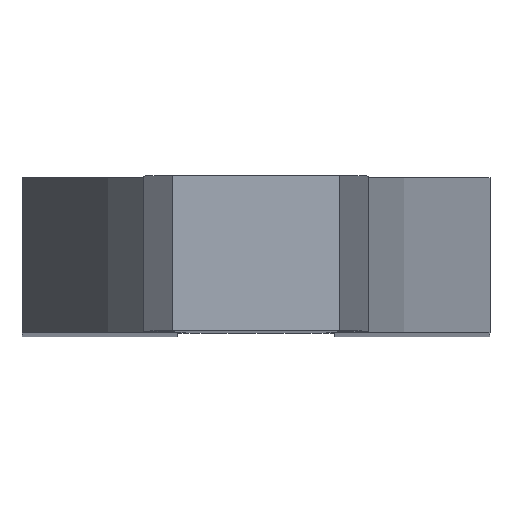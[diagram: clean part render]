
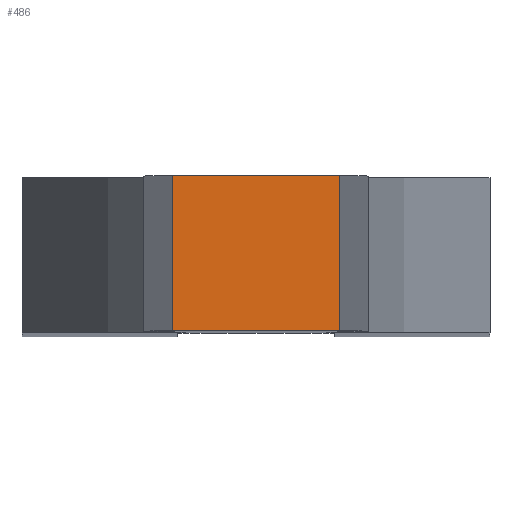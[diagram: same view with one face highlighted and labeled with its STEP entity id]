
A CAD part, top view. The second image highlights one B-rep face of the part: STEP entity #486.
In plain terms, the highlighted planar face has unit normal (0, 0, 1).
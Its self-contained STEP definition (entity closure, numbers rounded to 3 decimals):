
#15 = LINE ( 'NONE', #118, #228 ) ;
#55 = VERTEX_POINT ( 'NONE', #434 ) ;
#60 = VERTEX_POINT ( 'NONE', #71 ) ;
#65 = LINE ( 'NONE', #484, #279 ) ;
#71 = CARTESIAN_POINT ( 'NONE',  ( 3.5, 6.5, 69.983 ) ) ;
#74 = EDGE_CURVE ( 'NONE', #55, #507, #227, .T. ) ;
#75 = DIRECTION ( 'NONE',  ( -1., 0., 0. ) ) ;
#94 = DIRECTION ( 'NONE',  ( 1., 0., 0. ) ) ;
#118 = CARTESIAN_POINT ( 'NONE',  ( 0., 6.5, 69.983 ) ) ;
#149 = EDGE_LOOP ( 'NONE', ( #296, #208, #269, #480 ) ) ;
#150 = CARTESIAN_POINT ( 'NONE',  ( -3.5, 0., 69.983 ) ) ;
#156 = DIRECTION ( 'NONE',  ( 1., 0., 0. ) ) ;
#168 = CARTESIAN_POINT ( 'NONE',  ( 3.5, 0., 69.983 ) ) ;
#185 = CARTESIAN_POINT ( 'NONE',  ( -3.5, 6.5, 69.983 ) ) ;
#207 = CARTESIAN_POINT ( 'NONE',  ( 0., 6.5, 69.983 ) ) ;
#208 = ORIENTED_EDGE ( 'NONE', *, *, #503, .F. ) ;
#223 = DIRECTION ( 'NONE',  ( 0., 0., -1. ) ) ;
#227 = LINE ( 'NONE', #185, #366 ) ;
#228 = VECTOR ( 'NONE', #156, 1000. ) ;
#269 = ORIENTED_EDGE ( 'NONE', *, *, #271, .F. ) ;
#271 = EDGE_CURVE ( 'NONE', #55, #60, #15, .T. ) ;
#279 = VECTOR ( 'NONE', #94, 1000. ) ;
#296 = ORIENTED_EDGE ( 'NONE', *, *, #329, .T. ) ;
#329 = EDGE_CURVE ( 'NONE', #507, #376, #65, .T. ) ;
#347 = DIRECTION ( 'NONE',  ( 0., -1., 0. ) ) ;
#366 = VECTOR ( 'NONE', #347, 1000. ) ;
#376 = VERTEX_POINT ( 'NONE', #168 ) ;
#392 = AXIS2_PLACEMENT_3D ( 'NONE', #207, #223, #75 ) ;
#410 = PLANE ( 'NONE',  #392 ) ;
#427 = LINE ( 'NONE', #431, #429 ) ;
#429 = VECTOR ( 'NONE', #504, 1000. ) ;
#431 = CARTESIAN_POINT ( 'NONE',  ( 3.5, 6.5, 69.983 ) ) ;
#434 = CARTESIAN_POINT ( 'NONE',  ( -3.5, 6.5, 69.983 ) ) ;
#449 = FACE_OUTER_BOUND ( 'NONE', #149, .T. ) ;
#480 = ORIENTED_EDGE ( 'NONE', *, *, #74, .T. ) ;
#484 = CARTESIAN_POINT ( 'NONE',  ( 0., 0., 69.983 ) ) ;
#486 = ADVANCED_FACE ( 'NONE', ( #449 ), #410, .F. ) ;
#503 = EDGE_CURVE ( 'NONE', #60, #376, #427, .T. ) ;
#504 = DIRECTION ( 'NONE',  ( 0., -1., 0. ) ) ;
#507 = VERTEX_POINT ( 'NONE', #150 ) ;
